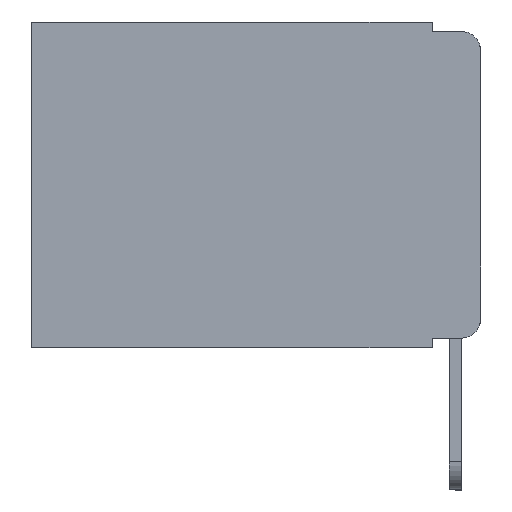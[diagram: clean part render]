
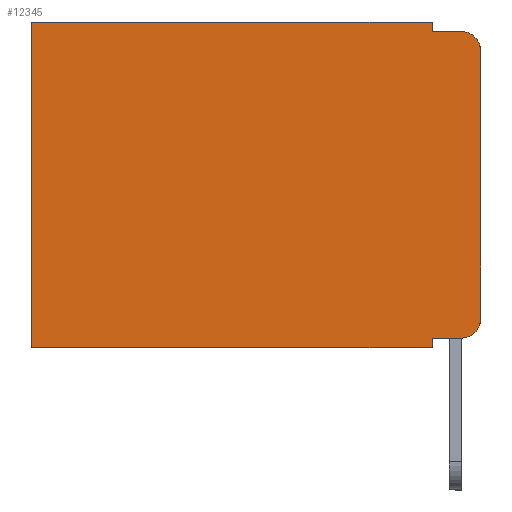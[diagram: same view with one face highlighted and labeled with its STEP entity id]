
A CAD part, left-side view. The second image highlights one B-rep face of the part: STEP entity #12345.
In plain terms, the highlighted planar face has unit normal (-1, 0, 0).
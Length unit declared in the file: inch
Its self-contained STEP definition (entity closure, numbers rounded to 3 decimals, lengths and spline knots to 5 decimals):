
#112 = EDGE_CURVE ( 'NONE', #5533, #308, #8553, .T. ) ;
#199 = DIRECTION ( 'NONE',  ( 0., 1., 0. ) ) ;
#308 = VERTEX_POINT ( 'NONE', #10689 ) ;
#1140 = VERTEX_POINT ( 'NONE', #13730 ) ;
#1171 = EDGE_CURVE ( 'NONE', #15534, #12555, #22532, .T. ) ;
#1614 = CARTESIAN_POINT ( 'NONE',  ( 0.298, 0.473, 0. ) ) ;
#1657 = CARTESIAN_POINT ( 'NONE',  ( 0.298, 0.051, -0.343 ) ) ;
#2181 = CARTESIAN_POINT ( 'NONE',  ( 0.298, 0.02, -0.03 ) ) ;
#2258 = ORIENTED_EDGE ( 'NONE', *, *, #112, .T. ) ;
#2335 = VECTOR ( 'NONE', #19953, 39.37008 ) ;
#2593 = EDGE_CURVE ( 'NONE', #1140, #9180, #23344, .T. ) ;
#2610 = EDGE_CURVE ( 'NONE', #5938, #22762, #7054, .T. ) ;
#2796 = DIRECTION ( 'NONE',  ( 0., 0., -1. ) ) ;
#3781 = AXIS2_PLACEMENT_3D ( 'NONE', #14618, #12840, #20086 ) ;
#3875 = LINE ( 'NONE', #20246, #5119 ) ;
#4565 = CARTESIAN_POINT ( 'NONE',  ( 0.298, 0., -0.03 ) ) ;
#4579 = CARTESIAN_POINT ( 'NONE',  ( 0.298, 0.051, 0. ) ) ;
#4811 = AXIS2_PLACEMENT_3D ( 'NONE', #21970, #16603, #11507 ) ;
#5119 = VECTOR ( 'NONE', #11116, 39.37008 ) ;
#5168 = ORIENTED_EDGE ( 'NONE', *, *, #19527, .F. ) ;
#5313 = VECTOR ( 'NONE', #2796, 39.37008 ) ;
#5393 = DIRECTION ( 'NONE',  ( 0., 0., -1. ) ) ;
#5424 = LINE ( 'NONE', #5537, #20527 ) ;
#5533 = VERTEX_POINT ( 'NONE', #4565 ) ;
#5537 = CARTESIAN_POINT ( 'NONE',  ( 0.298, 0., -0.343 ) ) ;
#5938 = VERTEX_POINT ( 'NONE', #20802 ) ;
#6832 = CARTESIAN_POINT ( 'NONE',  ( 0.298, 0.051, 0. ) ) ;
#7032 = ORIENTED_EDGE ( 'NONE', *, *, #9547, .T. ) ;
#7054 = LINE ( 'NONE', #6832, #10172 ) ;
#7112 = CARTESIAN_POINT ( 'NONE',  ( 0.298, 0.051, -0.01 ) ) ;
#8299 = CARTESIAN_POINT ( 'NONE',  ( 0.298, 0.051, -0.333 ) ) ;
#8300 = LINE ( 'NONE', #19892, #15562 ) ;
#8553 = CIRCLE ( 'NONE', #10818, 0.02 ) ;
#8662 = VECTOR ( 'NONE', #8745, 39.37008 ) ;
#8745 = DIRECTION ( 'NONE',  ( 0., 0., -1. ) ) ;
#9180 = VERTEX_POINT ( 'NONE', #14854 ) ;
#9530 = ORIENTED_EDGE ( 'NONE', *, *, #1171, .F. ) ;
#9546 = DIRECTION ( 'NONE',  ( -1., 0., 0. ) ) ;
#9547 = EDGE_CURVE ( 'NONE', #5938, #1140, #3875, .T. ) ;
#10172 = VECTOR ( 'NONE', #14078, 39.37008 ) ;
#10689 = CARTESIAN_POINT ( 'NONE',  ( 0.298, 0.02, -0.01 ) ) ;
#10818 = AXIS2_PLACEMENT_3D ( 'NONE', #2181, #9546, #5393 ) ;
#10920 = EDGE_CURVE ( 'NONE', #13247, #12532, #18098, .T. ) ;
#11116 = DIRECTION ( 'NONE',  ( 0., 1., 0. ) ) ;
#11507 = DIRECTION ( 'NONE',  ( 0., 0., -1. ) ) ;
#11690 = VECTOR ( 'NONE', #19453, 39.37008 ) ;
#11806 = ORIENTED_EDGE ( 'NONE', *, *, #2610, .F. ) ;
#11964 = ORIENTED_EDGE ( 'NONE', *, *, #12919, .T. ) ;
#12345 = ADVANCED_FACE ( 'NONE', ( #18196 ), #16636, .F. ) ;
#12532 = VERTEX_POINT ( 'NONE', #23403 ) ;
#12555 = VERTEX_POINT ( 'NONE', #1657 ) ;
#12840 = DIRECTION ( 'NONE',  ( 1., 0., 0. ) ) ;
#12919 = EDGE_CURVE ( 'NONE', #15534, #13247, #8300, .T. ) ;
#13247 = VERTEX_POINT ( 'NONE', #22737 ) ;
#13730 = CARTESIAN_POINT ( 'NONE',  ( 0.298, 0.473, 0. ) ) ;
#13854 = ORIENTED_EDGE ( 'NONE', *, *, #13900, .F. ) ;
#13900 = EDGE_CURVE ( 'NONE', #22762, #308, #17589, .T. ) ;
#14078 = DIRECTION ( 'NONE',  ( 0., 0., -1. ) ) ;
#14618 = CARTESIAN_POINT ( 'NONE',  ( 0.298, 0., 0. ) ) ;
#14854 = CARTESIAN_POINT ( 'NONE',  ( 0.298, 0.473, -0.343 ) ) ;
#15534 = VERTEX_POINT ( 'NONE', #8299 ) ;
#15562 = VECTOR ( 'NONE', #18108, 39.37008 ) ;
#15661 = EDGE_CURVE ( 'NONE', #12555, #9180, #5424, .T. ) ;
#15801 = ORIENTED_EDGE ( 'NONE', *, *, #2593, .T. ) ;
#16355 = CARTESIAN_POINT ( 'NONE',  ( 0.298, 0.051, -0.01 ) ) ;
#16603 = DIRECTION ( 'NONE',  ( -1., 0., 0. ) ) ;
#16636 = PLANE ( 'NONE',  #3781 ) ;
#17120 = CARTESIAN_POINT ( 'NONE',  ( 0.298, 0., 0. ) ) ;
#17589 = LINE ( 'NONE', #7112, #2335 ) ;
#18004 = ORIENTED_EDGE ( 'NONE', *, *, #15661, .F. ) ;
#18098 = CIRCLE ( 'NONE', #4811, 0.02 ) ;
#18108 = DIRECTION ( 'NONE',  ( 0., -1., 0. ) ) ;
#18186 = ORIENTED_EDGE ( 'NONE', *, *, #10920, .T. ) ;
#18196 = FACE_OUTER_BOUND ( 'NONE', #18989, .T. ) ;
#18989 = EDGE_LOOP ( 'NONE', ( #5168, #2258, #13854, #11806, #7032, #15801, #18004, #9530, #11964, #18186 ) ) ;
#19453 = DIRECTION ( 'NONE',  ( 0., 0., -1. ) ) ;
#19527 = EDGE_CURVE ( 'NONE', #5533, #12532, #23368, .T. ) ;
#19892 = CARTESIAN_POINT ( 'NONE',  ( 0.298, 0.051, -0.333 ) ) ;
#19953 = DIRECTION ( 'NONE',  ( 0., -1., 0. ) ) ;
#20086 = DIRECTION ( 'NONE',  ( 0., 0., -1. ) ) ;
#20246 = CARTESIAN_POINT ( 'NONE',  ( 0.298, 0., 0. ) ) ;
#20527 = VECTOR ( 'NONE', #199, 39.37008 ) ;
#20802 = CARTESIAN_POINT ( 'NONE',  ( 0.298, 0.051, 0. ) ) ;
#21970 = CARTESIAN_POINT ( 'NONE',  ( 0.298, 0.02, -0.313 ) ) ;
#22532 = LINE ( 'NONE', #4579, #5313 ) ;
#22737 = CARTESIAN_POINT ( 'NONE',  ( 0.298, 0.02, -0.333 ) ) ;
#22762 = VERTEX_POINT ( 'NONE', #16355 ) ;
#23344 = LINE ( 'NONE', #1614, #8662 ) ;
#23368 = LINE ( 'NONE', #17120, #11690 ) ;
#23403 = CARTESIAN_POINT ( 'NONE',  ( 0.298, 0., -0.313 ) ) ;
